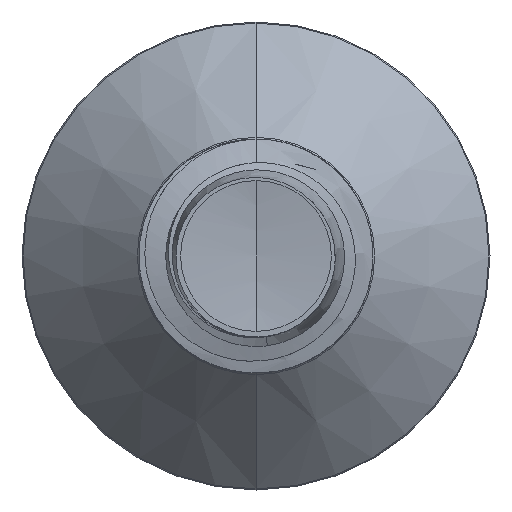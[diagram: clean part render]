
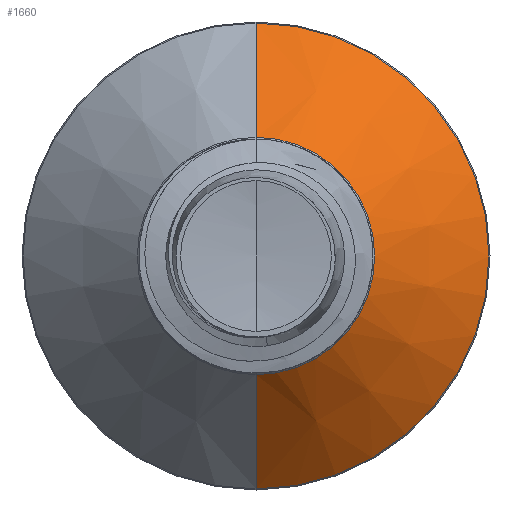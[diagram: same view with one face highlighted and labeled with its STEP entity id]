
A CAD part, front view. The second image highlights one B-rep face of the part: STEP entity #1660.
In plain terms, the highlighted conical face has half-angle 45 degrees and reference radius 1.522 mm.
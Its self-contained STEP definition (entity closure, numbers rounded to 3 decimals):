
#33 = LINE ( 'NONE', #11995, #14483 ) ;
#1340 = AXIS2_PLACEMENT_3D ( 'NONE', #29832, #9339, #12036 ) ;
#1660 = ADVANCED_FACE ( 'NONE', ( #31231 ), #30463, .T. ) ;
#2137 = DIRECTION ( 'NONE',  ( 0., 0., 1. ) ) ;
#3759 = ORIENTED_EDGE ( 'NONE', *, *, #9280, .F. ) ;
#5551 = VERTEX_POINT ( 'NONE', #19833 ) ;
#6988 = CARTESIAN_POINT ( 'NONE',  ( 0., 10.472, -1.522 ) ) ;
#7947 = EDGE_CURVE ( 'NONE', #5551, #25321, #31551, .T. ) ;
#8272 = EDGE_CURVE ( 'NONE', #19838, #25321, #17266, .T. ) ;
#9259 = ORIENTED_EDGE ( 'NONE', *, *, #9830, .T. ) ;
#9280 = EDGE_CURVE ( 'NONE', #23625, #5551, #33, .T. ) ;
#9339 = DIRECTION ( 'NONE',  ( 0., 1., 0. ) ) ;
#9830 = EDGE_CURVE ( 'NONE', #23625, #19838, #11236, .T. ) ;
#10044 = CARTESIAN_POINT ( 'NONE',  ( 0., 10.472, -1.522 ) ) ;
#11236 = CIRCLE ( 'NONE', #14926, 1.522 ) ;
#11995 = CARTESIAN_POINT ( 'NONE',  ( 0., 10.472, 1.522 ) ) ;
#12036 = DIRECTION ( 'NONE',  ( 0., 0., 1. ) ) ;
#12185 = EDGE_LOOP ( 'NONE', ( #9259, #14565, #28920, #3759 ) ) ;
#14315 = DIRECTION ( 'NONE',  ( 0., 1., 0. ) ) ;
#14483 = VECTOR ( 'NONE', #29792, 1000. ) ;
#14565 = ORIENTED_EDGE ( 'NONE', *, *, #8272, .T. ) ;
#14926 = AXIS2_PLACEMENT_3D ( 'NONE', #33149, #17980, #2137 ) ;
#16807 = AXIS2_PLACEMENT_3D ( 'NONE', #29525, #14315, #32034 ) ;
#17266 = LINE ( 'NONE', #6988, #29211 ) ;
#17980 = DIRECTION ( 'NONE',  ( 0., 1., 0. ) ) ;
#18857 = CARTESIAN_POINT ( 'NONE',  ( 0., 10.472, 1.522 ) ) ;
#19833 = CARTESIAN_POINT ( 'NONE',  ( 0., 11.937, 2.987 ) ) ;
#19838 = VERTEX_POINT ( 'NONE', #10044 ) ;
#23625 = VERTEX_POINT ( 'NONE', #18857 ) ;
#25321 = VERTEX_POINT ( 'NONE', #27846 ) ;
#27642 = DIRECTION ( 'NONE',  ( 0., 0.707, -0.707 ) ) ;
#27846 = CARTESIAN_POINT ( 'NONE',  ( 0., 11.937, -2.987 ) ) ;
#28920 = ORIENTED_EDGE ( 'NONE', *, *, #7947, .F. ) ;
#29211 = VECTOR ( 'NONE', #27642, 1000. ) ;
#29525 = CARTESIAN_POINT ( 'NONE',  ( 0., 11.937, 0. ) ) ;
#29792 = DIRECTION ( 'NONE',  ( 0., 0.707, 0.707 ) ) ;
#29832 = CARTESIAN_POINT ( 'NONE',  ( 0., 10.472, 0. ) ) ;
#30463 = CONICAL_SURFACE ( 'NONE', #1340, 1.522, 0.785 ) ;
#31231 = FACE_OUTER_BOUND ( 'NONE', #12185, .T. ) ;
#31551 = CIRCLE ( 'NONE', #16807, 2.987 ) ;
#32034 = DIRECTION ( 'NONE',  ( 0., 0., 1. ) ) ;
#33149 = CARTESIAN_POINT ( 'NONE',  ( 0., 10.472, 0. ) ) ;
